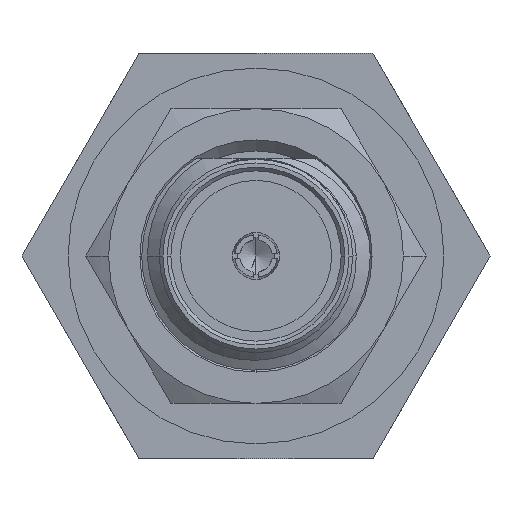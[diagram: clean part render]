
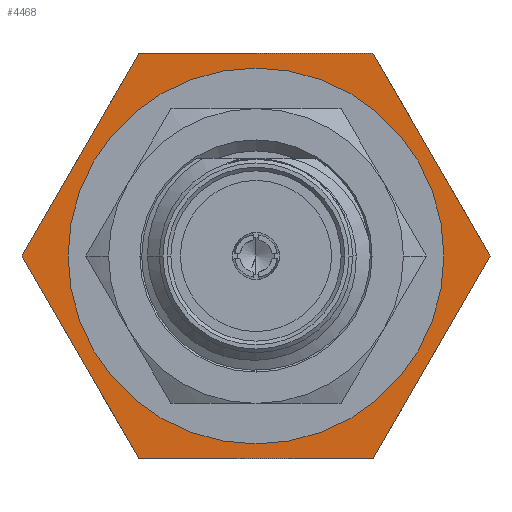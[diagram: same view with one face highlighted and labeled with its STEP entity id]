
A CAD part, left-side view. The second image highlights one B-rep face of the part: STEP entity #4468.
In plain terms, the highlighted planar face has unit normal (-1, 0, 0).
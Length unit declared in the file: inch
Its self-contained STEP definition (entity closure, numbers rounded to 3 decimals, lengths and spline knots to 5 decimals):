
#51 = LINE ( 'NONE', #3933, #4454 ) ;
#358 = EDGE_CURVE ( 'NONE', #7646, #1950, #1777, .T. ) ;
#385 = CARTESIAN_POINT ( 'NONE',  ( 0.41339, 0.12502, -0.21654 ) ) ;
#582 = CARTESIAN_POINT ( 'NONE',  ( 0.41339, 0.12502, -0.21654 ) ) ;
#661 = ORIENTED_EDGE ( 'NONE', *, *, #3545, .F. ) ;
#766 = ORIENTED_EDGE ( 'NONE', *, *, #1468, .T. ) ;
#920 = DIRECTION ( 'NONE',  ( 0., -1., 0. ) ) ;
#979 = FACE_BOUND ( 'NONE', #7595, .T. ) ;
#1181 = ORIENTED_EDGE ( 'NONE', *, *, #8042, .F. ) ;
#1468 = EDGE_CURVE ( 'NONE', #9255, #6988, #1963, .T. ) ;
#1577 = CARTESIAN_POINT ( 'NONE',  ( 0.41339, -0.19094, 0. ) ) ;
#1706 = CARTESIAN_POINT ( 'NONE',  ( 0.41339, 0.12502, 0.21654 ) ) ;
#1710 = ORIENTED_EDGE ( 'NONE', *, *, #5975, .F. ) ;
#1772 = CARTESIAN_POINT ( 'NONE',  ( 0.41339, 0.25003, 0. ) ) ;
#1777 = LINE ( 'NONE', #5661, #6180 ) ;
#1796 = ORIENTED_EDGE ( 'NONE', *, *, #3827, .F. ) ;
#1950 = VERTEX_POINT ( 'NONE', #5934 ) ;
#1963 = CIRCLE ( 'NONE', #6356, 0.19094 ) ;
#2053 = EDGE_LOOP ( 'NONE', ( #3271, #661, #1710, #1181, #3496, #1796 ) ) ;
#2063 = VERTEX_POINT ( 'NONE', #5535 ) ;
#2181 = VERTEX_POINT ( 'NONE', #6764 ) ;
#2455 = VECTOR ( 'NONE', #2979, 39.37008 ) ;
#2714 = CARTESIAN_POINT ( 'NONE',  ( 0.41339, 0., 0. ) ) ;
#2909 = VECTOR ( 'NONE', #3572, 39.37008 ) ;
#2979 = DIRECTION ( 'NONE',  ( 0., -0.5, -0.866 ) ) ;
#3072 = EDGE_CURVE ( 'NONE', #6988, #9255, #7954, .T. ) ;
#3271 = ORIENTED_EDGE ( 'NONE', *, *, #358, .F. ) ;
#3496 = ORIENTED_EDGE ( 'NONE', *, *, #3574, .F. ) ;
#3545 = EDGE_CURVE ( 'NONE', #7068, #7646, #9459, .T. ) ;
#3572 = DIRECTION ( 'NONE',  ( 0., 0.5, 0.866 ) ) ;
#3574 = EDGE_CURVE ( 'NONE', #2181, #3795, #5150, .T. ) ;
#3795 = VERTEX_POINT ( 'NONE', #7818 ) ;
#3827 = EDGE_CURVE ( 'NONE', #1950, #2181, #7028, .T. ) ;
#3933 = CARTESIAN_POINT ( 'NONE',  ( 0.41339, -0.25003, 0. ) ) ;
#4169 = VECTOR ( 'NONE', #920, 39.37008 ) ;
#4454 = VECTOR ( 'NONE', #6156, 39.37008 ) ;
#4468 = ADVANCED_FACE ( 'NONE', ( #979, #9312 ), #6196, .T. ) ;
#4663 = DIRECTION ( 'NONE',  ( 0., 1., 0. ) ) ;
#4762 = DIRECTION ( 'NONE',  ( 0., -0.5, 0.866 ) ) ;
#5150 = LINE ( 'NONE', #7517, #2455 ) ;
#5505 = LINE ( 'NONE', #7730, #8328 ) ;
#5535 = CARTESIAN_POINT ( 'NONE',  ( 0.41339, -0.12502, -0.21654 ) ) ;
#5552 = DIRECTION ( 'NONE',  ( 0., -1., 0. ) ) ;
#5603 = DIRECTION ( 'NONE',  ( -1., 0., 0. ) ) ;
#5661 = CARTESIAN_POINT ( 'NONE',  ( 0.41339, 0.25003, 0. ) ) ;
#5856 = DIRECTION ( 'NONE',  ( 1., 0., 0. ) ) ;
#5934 = CARTESIAN_POINT ( 'NONE',  ( 0.41339, 0.12502, 0.21654 ) ) ;
#5975 = EDGE_CURVE ( 'NONE', #2063, #7068, #5505, .T. ) ;
#6156 = DIRECTION ( 'NONE',  ( 0., 0.5, -0.866 ) ) ;
#6180 = VECTOR ( 'NONE', #4762, 39.37008 ) ;
#6196 = PLANE ( 'NONE',  #9573 ) ;
#6356 = AXIS2_PLACEMENT_3D ( 'NONE', #7577, #7528, #7674 ) ;
#6378 = AXIS2_PLACEMENT_3D ( 'NONE', #2714, #5856, #6598 ) ;
#6598 = DIRECTION ( 'NONE',  ( 0., 1., 0. ) ) ;
#6764 = CARTESIAN_POINT ( 'NONE',  ( 0.41339, -0.12502, 0.21654 ) ) ;
#6854 = ORIENTED_EDGE ( 'NONE', *, *, #3072, .T. ) ;
#6988 = VERTEX_POINT ( 'NONE', #1577 ) ;
#7010 = CARTESIAN_POINT ( 'NONE',  ( 0.41339, 0.25003, 0. ) ) ;
#7028 = LINE ( 'NONE', #1706, #4169 ) ;
#7068 = VERTEX_POINT ( 'NONE', #385 ) ;
#7267 = CARTESIAN_POINT ( 'NONE',  ( 0.41339, 0.19094, 0. ) ) ;
#7517 = CARTESIAN_POINT ( 'NONE',  ( 0.41339, -0.12502, 0.21654 ) ) ;
#7528 = DIRECTION ( 'NONE',  ( 1., 0., 0. ) ) ;
#7577 = CARTESIAN_POINT ( 'NONE',  ( 0.41339, 0., 0. ) ) ;
#7595 = EDGE_LOOP ( 'NONE', ( #766, #6854 ) ) ;
#7646 = VERTEX_POINT ( 'NONE', #7010 ) ;
#7674 = DIRECTION ( 'NONE',  ( 0., 1., 0. ) ) ;
#7730 = CARTESIAN_POINT ( 'NONE',  ( 0.41339, -0.12502, -0.21654 ) ) ;
#7818 = CARTESIAN_POINT ( 'NONE',  ( 0.41339, -0.25003, 0. ) ) ;
#7954 = CIRCLE ( 'NONE', #6378, 0.19094 ) ;
#8042 = EDGE_CURVE ( 'NONE', #3795, #2063, #51, .T. ) ;
#8328 = VECTOR ( 'NONE', #4663, 39.37008 ) ;
#9255 = VERTEX_POINT ( 'NONE', #7267 ) ;
#9312 = FACE_OUTER_BOUND ( 'NONE', #2053, .T. ) ;
#9459 = LINE ( 'NONE', #582, #2909 ) ;
#9573 = AXIS2_PLACEMENT_3D ( 'NONE', #1772, #5603, #5552 ) ;
